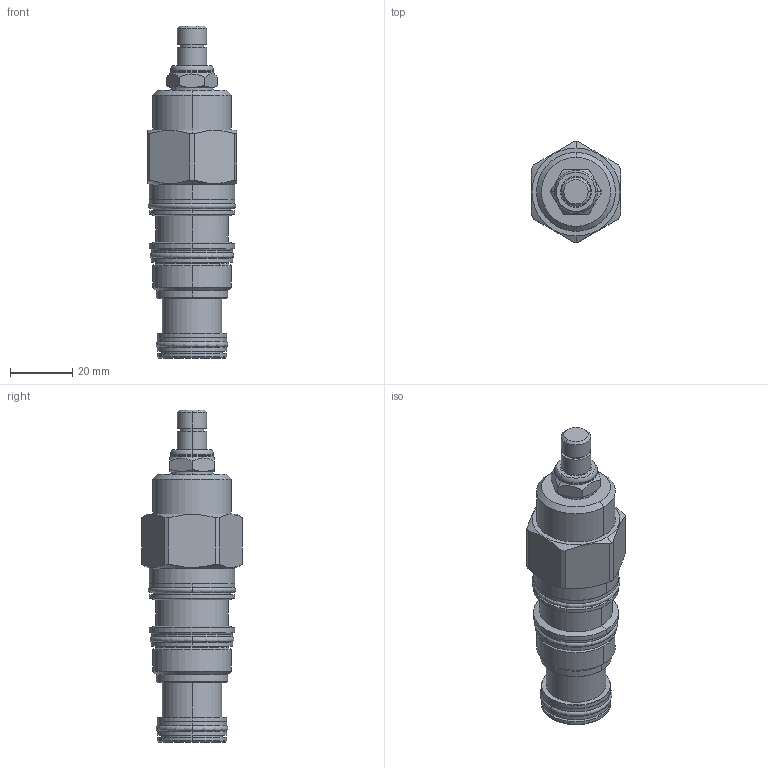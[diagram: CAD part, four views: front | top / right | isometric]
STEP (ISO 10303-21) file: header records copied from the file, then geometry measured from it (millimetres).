
FILE_DESCRIPTION((''),'2;1');
FILE_NAME('LRFCL-FN_PRT','2008-04-25T',('Administrator'),(''),'PRO/ENGINEER BY PARAMETRIC TECHNOLOGY CORPORATION, 2006240','PRO/ENGINEER BY PARAMETRIC TECHNOLOGY CORPORATION, 2006240','');
FILE_SCHEMA(('CONFIG_CONTROL_DESIGN'));
Length unit declared in the file: inch
Products named in the file (1): LRFCL-FN_PRT
Bounding box: 28.57 x 32.21 x 106.35 mm (x, y, z)
Volume: 45092.4 mm3; surface area: 11553.2 mm2
Topology: 4 solids, 6 shells, 165 faces, 355 edges, 211 vertices
Faces by surface type: cylinder 64, cone 36, plane 35, torus 18, revolution 12
Entity records: 5527 total; most frequent: CARTESIAN_POINT 1858, DIRECTION 808, ORIENTED_EDGE 706, EDGE_CURVE 353, AXIS2_PLACEMENT_3D 342, VERTEX_POINT 211, CIRCLE 189, EDGE_LOOP 186
